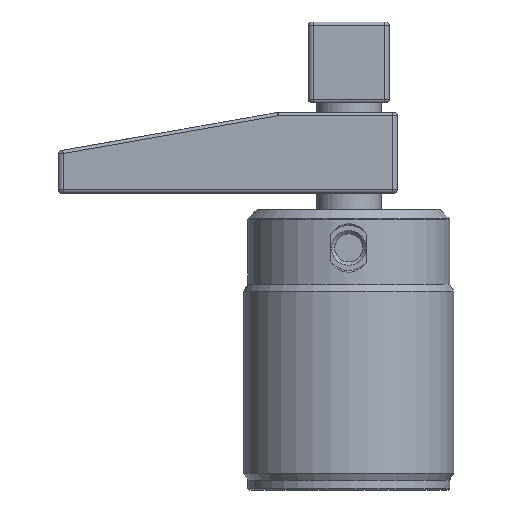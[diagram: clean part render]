
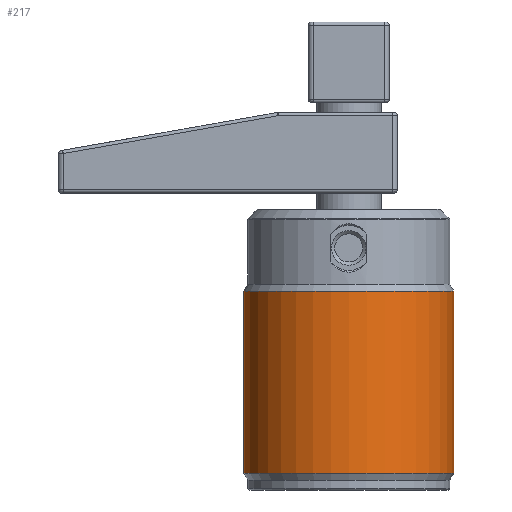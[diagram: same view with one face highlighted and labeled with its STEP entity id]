
A CAD part, front view. The second image highlights one B-rep face of the part: STEP entity #217.
In plain terms, the highlighted cylindrical face has radius 32.5 mm (diameter 65 mm), a full revolution.
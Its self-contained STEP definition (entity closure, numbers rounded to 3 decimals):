
#124=CYLINDRICAL_SURFACE('',#1561,32.5);
#217=ADVANCED_FACE('',(#497,#498),#124,.T.);
#497=FACE_BOUND('',#621,.T.);
#498=FACE_BOUND('',#622,.T.);
#621=EDGE_LOOP('',(#968));
#622=EDGE_LOOP('',(#969));
#968=ORIENTED_EDGE('',*,*,#1282,.T.);
#969=ORIENTED_EDGE('',*,*,#1283,.T.);
#1108=VERTEX_POINT('',#2621);
#1109=VERTEX_POINT('',#2623);
#1282=EDGE_CURVE('',#1108,#1108,#1384,.T.);
#1283=EDGE_CURVE('',#1109,#1109,#1385,.T.);
#1384=CIRCLE('',#1559,32.5);
#1385=CIRCLE('',#1560,32.5);
#1559=AXIS2_PLACEMENT_3D('',#2620,#1975,#1976);
#1560=AXIS2_PLACEMENT_3D('',#2622,#1977,#1978);
#1561=AXIS2_PLACEMENT_3D('',#2624,#1979,#1980);
#1975=DIRECTION('',(0.,0.,1.));
#1976=DIRECTION('',(-1.,0.,0.));
#1977=DIRECTION('',(0.,0.,-1.));
#1978=DIRECTION('',(1.,0.,0.));
#1979=DIRECTION('',(0.,0.,1.));
#1980=DIRECTION('',(1.,0.,0.));
#2620=CARTESIAN_POINT('',(0.,0.,-86.835));
#2621=CARTESIAN_POINT('',(-32.5,0.,-86.835));
#2622=CARTESIAN_POINT('',(0.,0.,-30.365));
#2623=CARTESIAN_POINT('',(32.5,0.,-30.365));
#2624=CARTESIAN_POINT('',(0.,0.,-89.));
